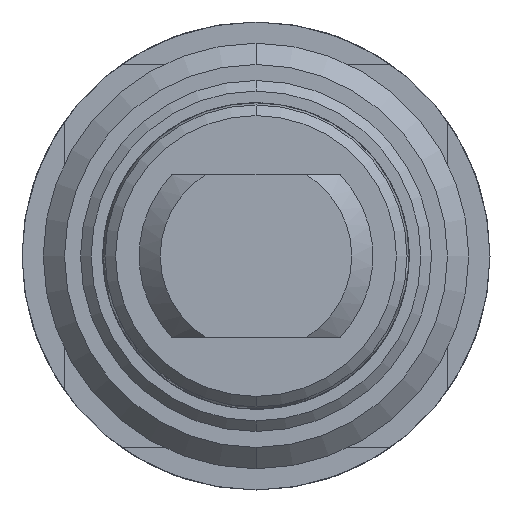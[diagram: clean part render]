
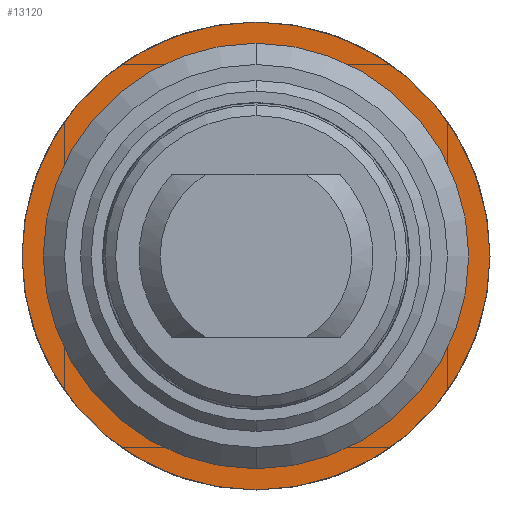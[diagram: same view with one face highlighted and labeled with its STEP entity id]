
A CAD part, front view. The second image highlights one B-rep face of the part: STEP entity #13120.
In plain terms, the highlighted planar face has unit normal (0, -1, 0).
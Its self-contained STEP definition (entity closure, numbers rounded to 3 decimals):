
#394 = EDGE_CURVE ( 'Defeature ausgef�hrt2_28+Defeature ausgef�hrt2_29+Defeature ausgef�hrt2_29+Defeature ausgef�hrt2_29', #12377, #11119, #17328, .T. ) ;
#474 = VERTEX_POINT ( 'NONE', #17350 ) ;
#758 = DIRECTION ( 'NONE',  ( 0., 0., -1. ) ) ;
#1106 = EDGE_CURVE ( 'Defeature ausgef�hrt2_19+Defeature ausgef�hrt2_28+Defeature ausgef�hrt2_28+Defeature ausgef�hrt2_28', #2678, #474, #1408, .T. ) ;
#1408 = CIRCLE ( 'NONE', #12721, 0.9 ) ;
#1922 = AXIS2_PLACEMENT_3D ( 'NONE', #14478, #8782, #14417 ) ;
#1991 = CARTESIAN_POINT ( 'NONE',  ( 0., 0., 0. ) ) ;
#2398 = CARTESIAN_POINT ( 'NONE',  ( 0., 0., -1.1 ) ) ;
#2678 = VERTEX_POINT ( 'NONE', #3479 ) ;
#2707 = DIRECTION ( 'NONE',  ( 0., -1., 0. ) ) ;
#2857 = FACE_BOUND ( 'NONE', #12631, .T. ) ;
#3479 = CARTESIAN_POINT ( 'NONE',  ( 0., 0., 0.9 ) ) ;
#4204 = DIRECTION ( 'NONE',  ( 0., 0., -1. ) ) ;
#4210 = FACE_OUTER_BOUND ( 'NONE', #6453, .T. ) ;
#4926 = DIRECTION ( 'NONE',  ( 0., 0., -1. ) ) ;
#5942 = CARTESIAN_POINT ( 'NONE',  ( 0., 0., 1.1 ) ) ;
#6141 = DIRECTION ( 'NONE',  ( 0., -1., 0. ) ) ;
#6206 = ORIENTED_EDGE ( 'NONE', *, *, #9631, .F. ) ;
#6377 = CIRCLE ( 'NONE', #14343, 1.1 ) ;
#6453 = EDGE_LOOP ( 'NONE', ( #12976, #15721 ) ) ;
#7090 = DIRECTION ( 'NONE',  ( 0., 0., -1. ) ) ;
#7422 = AXIS2_PLACEMENT_3D ( 'NONE', #9818, #2707, #4204 ) ;
#8782 = DIRECTION ( 'NONE',  ( 0., -1., 0. ) ) ;
#9216 = DIRECTION ( 'NONE',  ( 0., -1., 0. ) ) ;
#9631 = EDGE_CURVE ( 'Defeature ausgef�hrt2_19+Defeature ausgef�hrt2_28+Defeature ausgef�hrt2_28+Defeature ausgef�hrt2_28', #474, #2678, #17015, .T. ) ;
#9818 = CARTESIAN_POINT ( 'NONE',  ( 1.1, 0., 0. ) ) ;
#11119 = VERTEX_POINT ( 'NONE', #5942 ) ;
#11305 = CARTESIAN_POINT ( 'NONE',  ( 0., 0., 0. ) ) ;
#12377 = VERTEX_POINT ( 'NONE', #2398 ) ;
#12631 = EDGE_LOOP ( 'NONE', ( #6206, #17264 ) ) ;
#12721 = AXIS2_PLACEMENT_3D ( 'NONE', #17605, #9216, #758 ) ;
#12976 = ORIENTED_EDGE ( 'NONE', *, *, #394, .T. ) ;
#13120 = ADVANCED_FACE ( 'Defeature ausgef�hrt2_28', ( #4210, #2857 ), #17325, .T. ) ;
#14096 = DIRECTION ( 'NONE',  ( 0., -1., 0. ) ) ;
#14343 = AXIS2_PLACEMENT_3D ( 'NONE', #11305, #14096, #7090 ) ;
#14417 = DIRECTION ( 'NONE',  ( 0., 0., -1. ) ) ;
#14478 = CARTESIAN_POINT ( 'NONE',  ( 0., 0., 0. ) ) ;
#15721 = ORIENTED_EDGE ( 'NONE', *, *, #15786, .T. ) ;
#15786 = EDGE_CURVE ( 'Defeature ausgef�hrt2_28+Defeature ausgef�hrt2_29+Defeature ausgef�hrt2_29+Defeature ausgef�hrt2_29', #11119, #12377, #6377, .T. ) ;
#17015 = CIRCLE ( 'NONE', #17114, 0.9 ) ;
#17114 = AXIS2_PLACEMENT_3D ( 'NONE', #1991, #6141, #4926 ) ;
#17264 = ORIENTED_EDGE ( 'NONE', *, *, #1106, .F. ) ;
#17325 = PLANE ( 'NONE',  #7422 ) ;
#17328 = CIRCLE ( 'NONE', #1922, 1.1 ) ;
#17350 = CARTESIAN_POINT ( 'NONE',  ( 0., 0., -0.9 ) ) ;
#17605 = CARTESIAN_POINT ( 'NONE',  ( 0., 0., 0. ) ) ;
